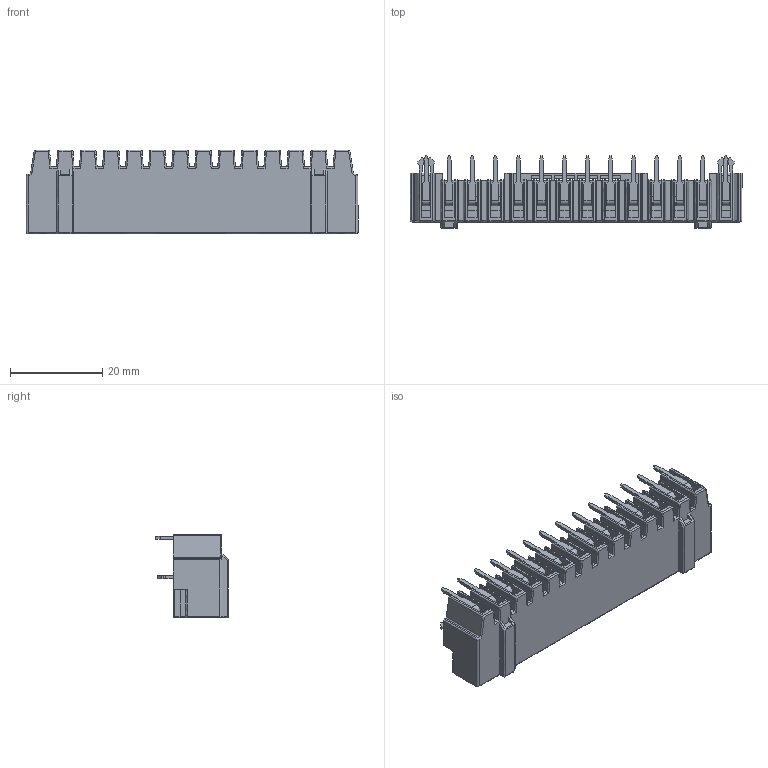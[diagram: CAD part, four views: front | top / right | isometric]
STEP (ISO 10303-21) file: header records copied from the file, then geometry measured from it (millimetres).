
FILE_DESCRIPTION( ('This file contains a STEP AP42 implementation' ,'as created by ZW3D STEP Interface translator.') ,'2;1' );
FILE_NAME( 'WJ9RC-5.0-14P.stp' ,'25 422. 84414', (''), ('ZWCAD Software Co.'), 'Version 1.0', 'ZW3D to STEP translator', '' );
FILE_SCHEMA(('AUTOMOTIVE_DESIGN'));
Length unit declared in the file: millimetre
Products named in the file (2): 0; WJ9RC-5.0-14P蚾饜
Bounding box: 72 x 15.8 x 18.1 mm (x, y, z)
Volume: 4475 mm3; surface area: 10028.7 mm2
Topology: 1 solids, 85 shells, 2041 faces, 5112 edges, 3259 vertices
Faces by surface type: bspline 2041
Entity records: 61100 total; most frequent: CARTESIAN_POINT 27474, ORIENTED_EDGE 10222, EDGE_CURVE 5111, B_SPLINE_CURVE_WITH_KNOTS 4795, VERTEX_POINT 3259, EDGE_LOOP 2100, FACE_OUTER_BOUND 2041, ADVANCED_FACE 2041
